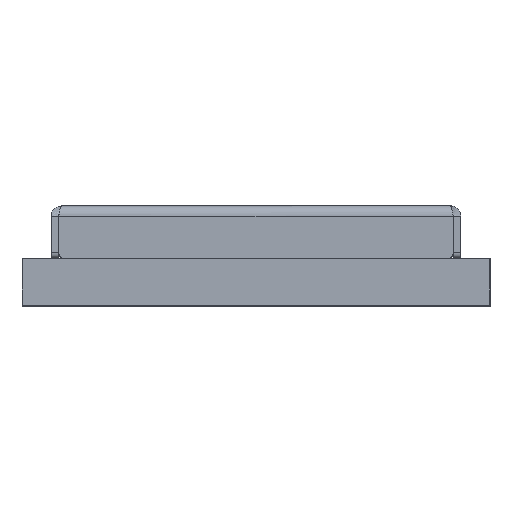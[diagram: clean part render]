
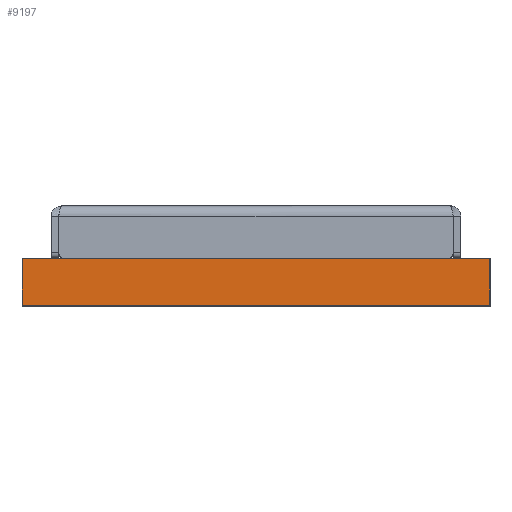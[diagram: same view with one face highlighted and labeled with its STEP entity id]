
A CAD part, top view. The second image highlights one B-rep face of the part: STEP entity #9197.
In plain terms, the highlighted planar face has unit normal (0, 0, 1).
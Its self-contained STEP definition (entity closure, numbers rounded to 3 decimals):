
#234 = AXIS2_PLACEMENT_3D ( 'NONE', #1923, #8856, #2804 ) ;
#252 = CARTESIAN_POINT ( 'NONE',  ( 8., 0., 8.5 ) ) ;
#589 = CARTESIAN_POINT ( 'NONE',  ( -8., 0., 8.5 ) ) ;
#727 = VERTEX_POINT ( 'NONE', #589 ) ;
#745 = EDGE_CURVE ( 'NONE', #6997, #9252, #5924, .T. ) ;
#921 = DIRECTION ( 'NONE',  ( 1., 0., 0. ) ) ;
#1037 = CARTESIAN_POINT ( 'NONE',  ( -8., 1.6, 8.5 ) ) ;
#1139 = EDGE_CURVE ( 'NONE', #727, #9252, #3905, .T. ) ;
#1882 = DIRECTION ( 'NONE',  ( 0., -1., 0. ) ) ;
#1923 = CARTESIAN_POINT ( 'NONE',  ( -8., 1.6, 8.5 ) ) ;
#1971 = LINE ( 'NONE', #1037, #7175 ) ;
#2051 = ORIENTED_EDGE ( 'NONE', *, *, #8036, .F. ) ;
#2804 = DIRECTION ( 'NONE',  ( -1., 0., 0. ) ) ;
#2809 = CARTESIAN_POINT ( 'NONE',  ( -8., 1.6, 8.5 ) ) ;
#2916 = PLANE ( 'NONE',  #234 ) ;
#3097 = ORIENTED_EDGE ( 'NONE', *, *, #745, .F. ) ;
#3424 = CARTESIAN_POINT ( 'NONE',  ( -8., 1.6, 8.5 ) ) ;
#3905 = LINE ( 'NONE', #4385, #5509 ) ;
#4126 = ORIENTED_EDGE ( 'NONE', *, *, #1139, .T. ) ;
#4202 = CARTESIAN_POINT ( 'NONE',  ( 8., 1.6, 8.5 ) ) ;
#4385 = CARTESIAN_POINT ( 'NONE',  ( -8., 0., 8.5 ) ) ;
#5143 = ORIENTED_EDGE ( 'NONE', *, *, #6032, .T. ) ;
#5210 = FACE_OUTER_BOUND ( 'NONE', #5604, .T. ) ;
#5509 = VECTOR ( 'NONE', #7646, 1000. ) ;
#5604 = EDGE_LOOP ( 'NONE', ( #4126, #3097, #2051, #5143 ) ) ;
#5924 = LINE ( 'NONE', #6786, #7135 ) ;
#6032 = EDGE_CURVE ( 'NONE', #7611, #727, #1971, .T. ) ;
#6786 = CARTESIAN_POINT ( 'NONE',  ( 8., 1.6, 8.5 ) ) ;
#6997 = VERTEX_POINT ( 'NONE', #4202 ) ;
#7135 = VECTOR ( 'NONE', #7694, 1000. ) ;
#7175 = VECTOR ( 'NONE', #1882, 1000. ) ;
#7611 = VERTEX_POINT ( 'NONE', #2809 ) ;
#7643 = VECTOR ( 'NONE', #921, 1000. ) ;
#7646 = DIRECTION ( 'NONE',  ( 1., 0., 0. ) ) ;
#7694 = DIRECTION ( 'NONE',  ( 0., -1., 0. ) ) ;
#8036 = EDGE_CURVE ( 'NONE', #7611, #6997, #8315, .T. ) ;
#8315 = LINE ( 'NONE', #3424, #7643 ) ;
#8856 = DIRECTION ( 'NONE',  ( 0., 0., -1. ) ) ;
#9197 = ADVANCED_FACE ( 'NONE', ( #5210 ), #2916, .F. ) ;
#9252 = VERTEX_POINT ( 'NONE', #252 ) ;
